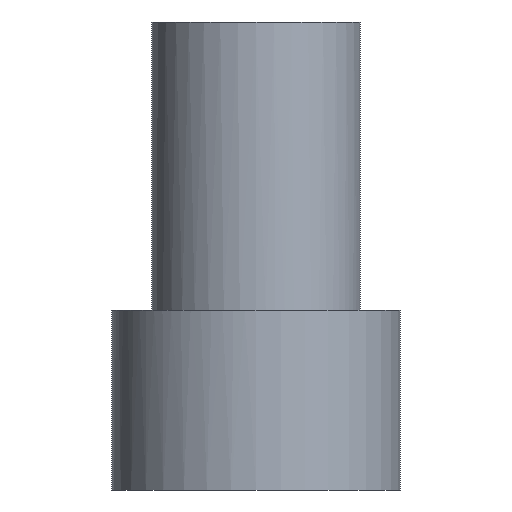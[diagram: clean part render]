
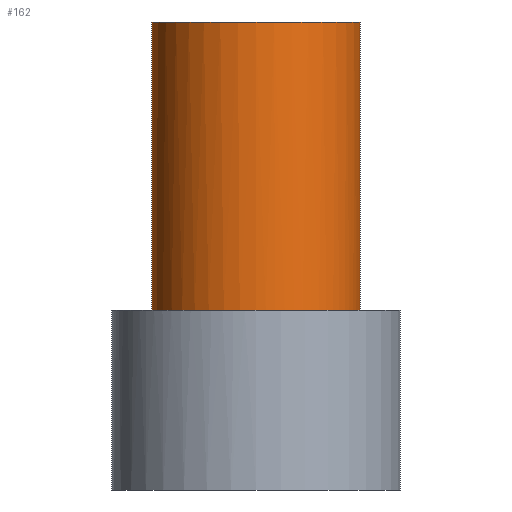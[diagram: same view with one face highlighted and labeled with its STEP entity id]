
A CAD part, front view. The second image highlights one B-rep face of the part: STEP entity #162.
In plain terms, the highlighted cylindrical face has radius 1.45 mm (diameter 2.9 mm), a full revolution.
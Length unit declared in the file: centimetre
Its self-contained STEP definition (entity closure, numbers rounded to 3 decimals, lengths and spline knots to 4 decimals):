
#17=CYLINDRICAL_SURFACE('',#205,0.145);
#24=FACE_OUTER_BOUND('',#34,.T.);
#34=EDGE_LOOP('',(#135,#136,#137,#138,#139));
#47=LINE('',#307,#57);
#57=VECTOR('',#256,0.145);
#60=CIRCLE('',#192,0.145);
#61=CIRCLE('',#193,0.145);
#69=CIRCLE('',#206,0.145);
#71=VERTEX_POINT('',#270);
#73=VERTEX_POINT('',#273);
#83=VERTEX_POINT('',#305);
#86=EDGE_CURVE('',#71,#73,#60,.T.);
#87=EDGE_CURVE('',#73,#71,#61,.T.);
#103=EDGE_CURVE('',#83,#83,#69,.T.);
#104=EDGE_CURVE('',#83,#73,#47,.T.);
#135=ORIENTED_EDGE('',*,*,#103,.F.);
#136=ORIENTED_EDGE('',*,*,#104,.T.);
#137=ORIENTED_EDGE('',*,*,#86,.F.);
#138=ORIENTED_EDGE('',*,*,#87,.F.);
#139=ORIENTED_EDGE('',*,*,#104,.F.);
#162=ADVANCED_FACE('',(#24),#17,.T.);
#192=AXIS2_PLACEMENT_3D('',#274,#218,#219);
#193=AXIS2_PLACEMENT_3D('',#275,#220,#221);
#205=AXIS2_PLACEMENT_3D('',#304,#252,#253);
#206=AXIS2_PLACEMENT_3D('',#306,#254,#255);
#218=DIRECTION('center_axis',(0.,0.,-1.));
#219=DIRECTION('ref_axis',(1.,0.,0.));
#220=DIRECTION('center_axis',(0.,0.,-1.));
#221=DIRECTION('ref_axis',(1.,0.,0.));
#252=DIRECTION('center_axis',(0.,0.,1.));
#253=DIRECTION('ref_axis',(1.,0.,0.));
#254=DIRECTION('center_axis',(0.,0.,1.));
#255=DIRECTION('ref_axis',(1.,0.,0.));
#256=DIRECTION('',(0.,0.,-1.));
#270=CARTESIAN_POINT('',(0.2,0.,0.25));
#273=CARTESIAN_POINT('',(0.055,0.145,0.25));
#274=CARTESIAN_POINT('Origin',(0.2,0.145,0.25));
#275=CARTESIAN_POINT('Origin',(0.2,0.145,0.25));
#304=CARTESIAN_POINT('Origin',(0.2,0.145,0.25));
#305=CARTESIAN_POINT('',(0.055,0.145,0.65));
#306=CARTESIAN_POINT('Origin',(0.2,0.145,0.65));
#307=CARTESIAN_POINT('',(0.055,0.145,0.25));
